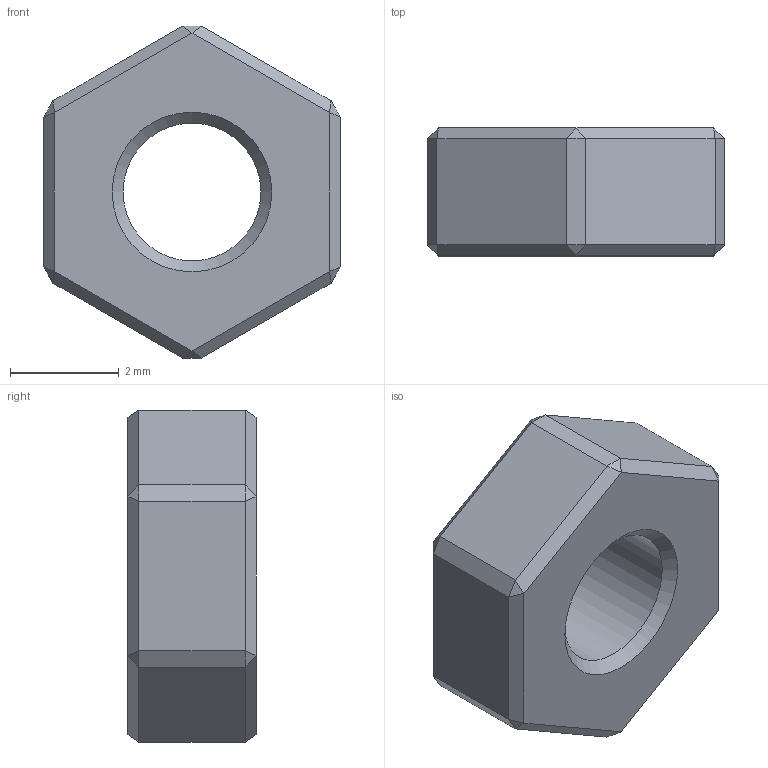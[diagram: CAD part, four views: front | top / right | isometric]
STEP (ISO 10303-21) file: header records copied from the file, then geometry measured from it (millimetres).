
FILE_DESCRIPTION(/* description */ (''),/* implementation_level */ '2;1');
FILE_NAME(/* name */ 'M3_nut_v2.step',/* time_stamp */ '2022-03-24T13:12:40+04:00',/* author */ (''),/* organization */ (''),/* preprocessor_version */ 'ST-DEVELOPER v18.1',/* originating_system */ 'Autodesk Translation Framework v10.13.0.1454',/* authorisation */ '');
FILE_SCHEMA (('AUTOMOTIVE_DESIGN { 1 0 10303 214 3 1 1 }'));
Length unit declared in the file: millimetre
Products named in the file (1): M3 nut
Bounding box: 5.45 x 2.35 x 6.09 mm (x, y, z)
Volume: 47.4 mm3; surface area: 97.3 mm2
Topology: 1 solids, 1 shells, 41 faces, 79 edges, 40 vertices
Faces by surface type: plane 38, cone 2, cylinder 1
Full cylindrical faces by diameter (mm): 2.529 x1
Entity records: 1010 total; most frequent: DIRECTION 167, CARTESIAN_POINT 161, ORIENTED_EDGE 158, EDGE_CURVE 79, LINE 75, VECTOR 75, AXIS2_PLACEMENT_3D 46, EDGE_LOOP 43
